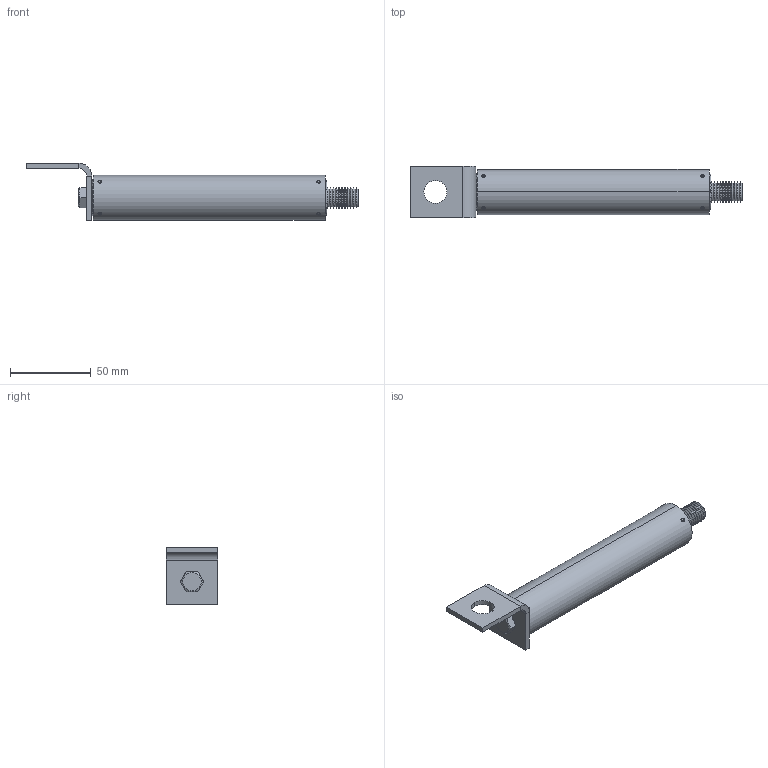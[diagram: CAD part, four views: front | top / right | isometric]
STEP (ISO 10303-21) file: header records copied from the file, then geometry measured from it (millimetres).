
FILE_DESCRIPTION (( 'STEP AP214' ), '1' );
FILE_NAME ('701051.STEP', '2025-03-20T14:16:16', ( '' ), ( '' ), 'SwSTEP 2.0', 'SolidWorks 2021', '' );
FILE_SCHEMA (( 'AUTOMOTIVE_DESIGN' ));
Length unit declared in the file: inch
Products named in the file (10): CBR2628; PSC1201; CTX2512; 701051; CTX1687_CTX1687T; 310034_310034 WITHOUT GROOVES; W037279; PIP5400_PIP54OO; CBC2028_-5.660; CIA1019_CIA1019
Assembly tree (16 placements, depth 3):
  701051
    CBC2028_-5.660
    CTX1687_CTX1687T
    CBR2628
    CTX2512
    CIA1019_CIA1019
      PIP5400_PIP54OO
      W037279
    310034_310034 WITHOUT GROOVES  x8
    PSC1201
Bounding box: 205.99 x 31.75 x 35.67 mm (x, y, z)
Volume: 46760.7 mm3; surface area: 35738.8 mm2
Topology: 15 solids, 15 shells, 315 faces, 720 edges, 433 vertices
Faces by surface type: cylinder 127, cone 120, plane 55, torus 10, bspline 3
Entity records: 9517 total; most frequent: CARTESIAN_POINT 2972, DIRECTION 1366, ORIENTED_EDGE 1224, EDGE_CURVE 612, AXIS2_PLACEMENT_3D 562, VERTEX_POINT 377, EDGE_LOOP 299, CIRCLE 286
